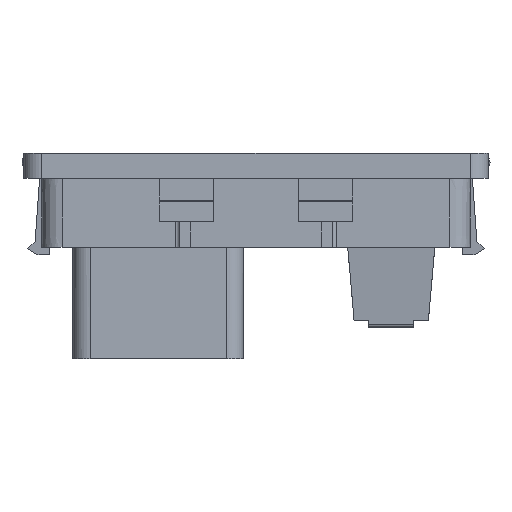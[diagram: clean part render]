
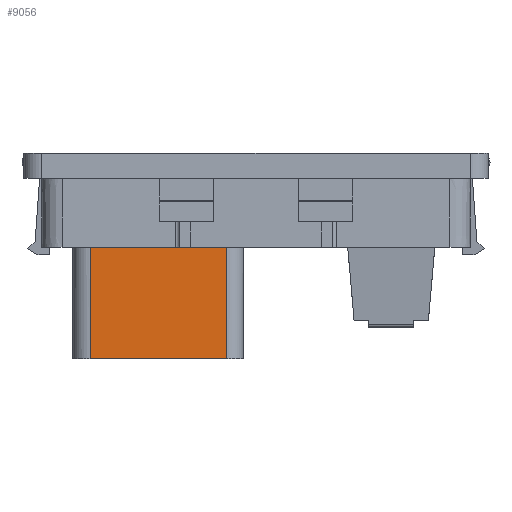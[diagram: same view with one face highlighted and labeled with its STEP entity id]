
A CAD part, front view. The second image highlights one B-rep face of the part: STEP entity #9056.
In plain terms, the highlighted planar face has unit normal (0, -1, 0).
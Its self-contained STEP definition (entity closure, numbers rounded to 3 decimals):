
#9004=AXIS2_PLACEMENT_3D('Plane Axis2P3D',#9001,#9002,#9003) ;
#4357=CARTESIAN_POINT('Vertex',(14.365,59.75,12.35)) ;
#4360=CARTESIAN_POINT('Line Origine',(15.083,59.75,12.35)) ;
#4364=CARTESIAN_POINT('Vertex',(15.8,59.75,12.35)) ;
#8986=CARTESIAN_POINT('Vertex',(14.298,59.75,20.)) ;
#8989=CARTESIAN_POINT('Line Origine',(14.332,59.75,16.175)) ;
#9001=CARTESIAN_POINT('Axis2P3D Location',(22.65,59.75,20.)) ;
#9006=CARTESIAN_POINT('Line Origine',(10.924,59.75,20.)) ;
#9010=CARTESIAN_POINT('Vertex',(7.55,59.75,20.)) ;
#9013=CARTESIAN_POINT('Line Origine',(7.55,59.75,10.)) ;
#9017=CARTESIAN_POINT('Vertex',(7.55,59.75,0.)) ;
#9020=CARTESIAN_POINT('Line Origine',(15.1,59.75,0.)) ;
#9024=CARTESIAN_POINT('Vertex',(22.65,59.75,0.)) ;
#9027=CARTESIAN_POINT('Line Origine',(22.65,59.75,10.)) ;
#9031=CARTESIAN_POINT('Vertex',(22.65,59.75,20.)) ;
#9034=CARTESIAN_POINT('Line Origine',(19.225,59.75,20.)) ;
#9038=CARTESIAN_POINT('Vertex',(15.8,59.75,20.)) ;
#9041=CARTESIAN_POINT('Line Origine',(15.8,59.75,16.175)) ;
#4361=DIRECTION('Vector Direction',(-1.,0.,0.)) ;
#8990=DIRECTION('Vector Direction',(-0.009,0.,1.)) ;
#9002=DIRECTION('Axis2P3D Direction',(-0.,-1.,-0.)) ;
#9003=DIRECTION('Axis2P3D XDirection',(-1.,0.,0.)) ;
#9007=DIRECTION('Vector Direction',(-1.,0.,0.)) ;
#9014=DIRECTION('Vector Direction',(0.,0.,-1.)) ;
#9021=DIRECTION('Vector Direction',(-1.,0.,0.)) ;
#9028=DIRECTION('Vector Direction',(0.,0.,-1.)) ;
#9035=DIRECTION('Vector Direction',(-1.,0.,0.)) ;
#9042=DIRECTION('Vector Direction',(0.,0.,1.)) ;
#4362=VECTOR('Line Direction',#4361,1.) ;
#8991=VECTOR('Line Direction',#8990,1.) ;
#9008=VECTOR('Line Direction',#9007,1.) ;
#9015=VECTOR('Line Direction',#9014,1.) ;
#9022=VECTOR('Line Direction',#9021,1.) ;
#9029=VECTOR('Line Direction',#9028,1.) ;
#9036=VECTOR('Line Direction',#9035,1.) ;
#9043=VECTOR('Line Direction',#9042,1.) ;
#9047=ORIENTED_EDGE('',*,*,#9012,.T.) ;
#9048=ORIENTED_EDGE('',*,*,#9019,.T.) ;
#9049=ORIENTED_EDGE('',*,*,#9026,.F.) ;
#9050=ORIENTED_EDGE('',*,*,#9033,.F.) ;
#9051=ORIENTED_EDGE('',*,*,#9040,.T.) ;
#9052=ORIENTED_EDGE('',*,*,#9045,.F.) ;
#9053=ORIENTED_EDGE('',*,*,#4366,.T.) ;
#9054=ORIENTED_EDGE('',*,*,#8993,.T.) ;
#9056=ADVANCED_FACE('60334_IE-FC-IP-PWU_1ST_CB.1\\57218 AFPL PWB 2ST FC.1\\ZUSAMMENBAU',(#9055),#9005,.T.) ;
#4366=EDGE_CURVE('',#4365,#4358,#4363,.T.) ;
#8993=EDGE_CURVE('',#4358,#8987,#8992,.T.) ;
#9012=EDGE_CURVE('',#8987,#9011,#9009,.T.) ;
#9019=EDGE_CURVE('',#9011,#9018,#9016,.T.) ;
#9026=EDGE_CURVE('',#9025,#9018,#9023,.T.) ;
#9033=EDGE_CURVE('',#9032,#9025,#9030,.T.) ;
#9040=EDGE_CURVE('',#9032,#9039,#9037,.T.) ;
#9045=EDGE_CURVE('',#4365,#9039,#9044,.T.) ;
#9046=EDGE_LOOP('',(#9047,#9048,#9049,#9050,#9051,#9052,#9053,#9054)) ;
#9055=FACE_OUTER_BOUND('',#9046,.T.) ;
#4363=LINE('Line',#4360,#4362) ;
#8992=LINE('Line',#8989,#8991) ;
#9009=LINE('Line',#9006,#9008) ;
#9016=LINE('Line',#9013,#9015) ;
#9023=LINE('Line',#9020,#9022) ;
#9030=LINE('Line',#9027,#9029) ;
#9037=LINE('Line',#9034,#9036) ;
#9044=LINE('Line',#9041,#9043) ;
#9005=PLANE('',#9004) ;
#4358=VERTEX_POINT('',#4357) ;
#4365=VERTEX_POINT('',#4364) ;
#8987=VERTEX_POINT('',#8986) ;
#9011=VERTEX_POINT('',#9010) ;
#9018=VERTEX_POINT('',#9017) ;
#9025=VERTEX_POINT('',#9024) ;
#9032=VERTEX_POINT('',#9031) ;
#9039=VERTEX_POINT('',#9038) ;
